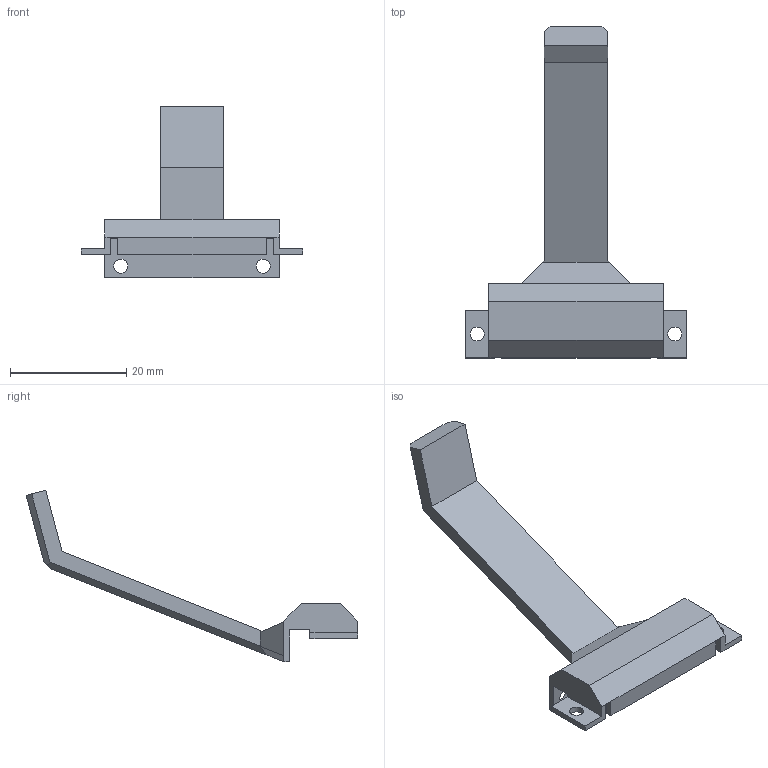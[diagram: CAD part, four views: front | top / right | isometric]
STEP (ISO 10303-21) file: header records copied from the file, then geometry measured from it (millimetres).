
FILE_DESCRIPTION (( 'STEP AP214' ), '1' );
FILE_NAME ('one_finger_camera_stalk.STEP', '2025-03-10T22:07:46', ( '' ), ( '' ), 'SwSTEP 2.0', 'SolidWorks 2024', '' );
FILE_SCHEMA (( 'AUTOMOTIVE_DESIGN' ));
Length unit declared in the file: millimetre
Products named in the file (1): one_finger_camera_stalk
Bounding box: 38.1 x 57.06 x 29.51 mm (x, y, z)
Volume: 2978.2 mm3; surface area: 3302 mm2
Topology: 1 solids, 1 shells, 57 faces, 159 edges, 104 vertices
Faces by surface type: plane 49, cylinder 8
Entity records: 1840 total; most frequent: CARTESIAN_POINT 321, ORIENTED_EDGE 318, DIRECTION 291, EDGE_CURVE 159, LINE 143, VECTOR 143, VERTEX_POINT 104, AXIS2_PLACEMENT_3D 74
